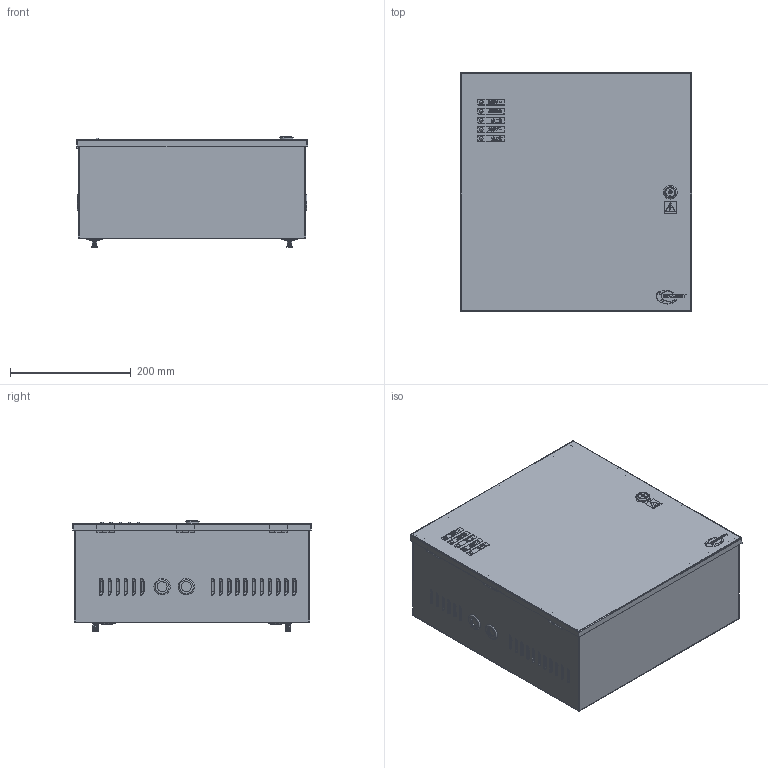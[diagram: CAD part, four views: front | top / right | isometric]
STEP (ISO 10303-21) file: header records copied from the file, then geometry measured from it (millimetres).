
FILE_DESCRIPTION (( 'STEP AP214' ), '1' );
FILE_NAME ('AD4805.STEP', '2021-08-02T11:53:21', ( '' ), ( '' ), 'SwSTEP 2.0', 'SolidWorks 2020', '' );
FILE_SCHEMA (( 'AUTOMOTIVE_DESIGN' ));
Length unit declared in the file: millimetre
Products named in the file (29): r6513-00_paroi 0.8mm; PCB AD2405R_sans relais; CRPEG-ETKT NO-NC-C; Parte 1 Deviatore a Rotella Panasonic AM5; AD4805; Parte 2 Deviatore a Rotella Panasonic AM5; Deviatore a Rotella Panasonic AM5_LIBRE; Parte 3 Deviatore a Rotella Panasonic AM5; TERMINAL BLOCK 3P; ELEC AD2405R; EP0180-LED 5MM_ROUGE; ISO 1207 - M2 x 6 --- 6N_ISO 1207 - M2 x 6 --- 6N; Parte 4 Deviatore a Rotella Panasonic AM5; CASING DE PROTECTION; BT CONTACT; Header 2_0 6x; HB-9500_6P; EP0180-LED 5MM_VERT; PIN TB; CAM LOCK XL; BOITIER AD4805_nvx pictos; HB-9500_3P; User Library-20mm diameter panel hole grommet; RedLED-3mm; EP0180-LED 5MM_ORANGE; DIN 967 - M4 x 6 - Z --- 4.6N_DIN 967 - M4 x 6 - Z --- 4.6N; EP0056-TERMINAL BLOCK 3 POLES_SANS ETKT; COUVERCLE DE PROTECTION; PCB 5LEDS
Assembly tree (45 placements, depth 4):
  AD4805
    BOITIER AD4805_nvx pictos
    PCB AD2405R_sans relais
      CASING DE PROTECTION
      COUVERCLE DE PROTECTION
      ELEC AD2405R
      HB-9500_3P
      HB-9500_6P
      EP0056-TERMINAL BLOCK 3 POLES_SANS ETKT
        TERMINAL BLOCK 3P
        PIN TB  x3
        ISO 1207 - M2 x 6 --- 6N_ISO 1207 - M2 x 6 --- 6N  x3
        CRPEG-ETKT NO-NC-C
      BT CONTACT
      Header 2_0 6x
      RedLED-3mm
    DIN 967 - M4 x 6 - Z --- 4.6N_DIN 967 - M4 x 6 - Z --- 4.6N  x4
    Deviatore a Rotella Panasonic AM5_LIBRE
      Parte 1 Deviatore a Rotella Panasonic AM5
      Parte 2 Deviatore a Rotella Panasonic AM5
      Parte 3 Deviatore a Rotella Panasonic AM5
      Parte 4 Deviatore a Rotella Panasonic AM5
    CAM LOCK XL
    User Library-20mm diameter panel hole grommet  x6
    EP0180-LED 5MM_VERT  x2
    EP0180-LED 5MM_ORANGE
    EP0180-LED 5MM_ROUGE  x2
    r6513-00_paroi 0.8mm  x4
    PCB 5LEDS
Bounding box: 382.3 x 395 x 183.3 mm (x, y, z)
Volume: 995494.5 mm3; surface area: 1361949.3 mm2
Topology: 58 solids, 58 shells, 4606 faces, 12581 edges, 8435 vertices
Faces by surface type: plane 2928, cylinder 767, bspline 550, torus 257, cone 84, sphere 20
Entity records: 182350 total; most frequent: CARTESIAN_POINT 58346, ORIENTED_EDGE 22586, DIRECTION 18879, EDGE_CURVE 11293, LINE 7623, VECTOR 7623, VERTEX_POINT 7604, AXIS2_PLACEMENT_3D 5628
